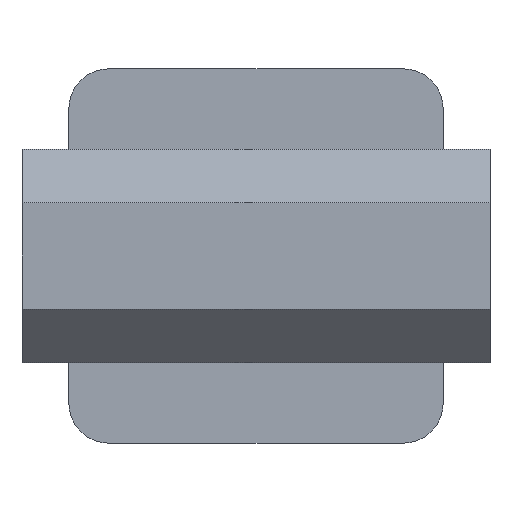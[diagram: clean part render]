
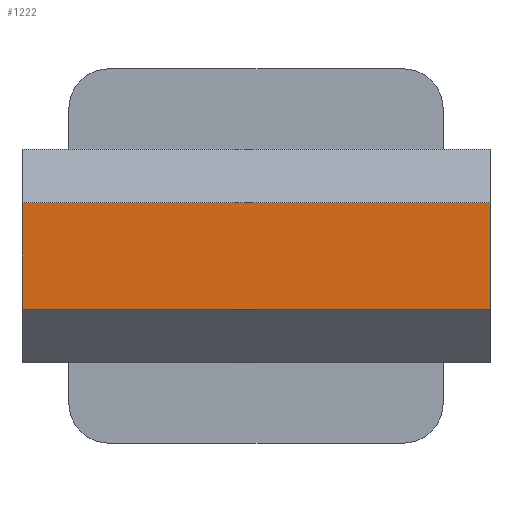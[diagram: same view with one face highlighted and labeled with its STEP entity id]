
A CAD part, front view. The second image highlights one B-rep face of the part: STEP entity #1222.
In plain terms, the highlighted planar face has unit normal (0, -1, 0).
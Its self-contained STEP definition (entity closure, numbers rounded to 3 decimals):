
#129 = EDGE_CURVE ( 'NONE', #2153, #1882, #301, .T. ) ;
#156 = ORIENTED_EDGE ( 'NONE', *, *, #495, .T. ) ;
#224 = CARTESIAN_POINT ( 'NONE',  ( 35., -49.4, -8. ) ) ;
#235 = VECTOR ( 'NONE', #903, 1000. ) ;
#259 = ORIENTED_EDGE ( 'NONE', *, *, #1941, .T. ) ;
#277 = VERTEX_POINT ( 'NONE', #968 ) ;
#301 = LINE ( 'NONE', #431, #325 ) ;
#313 = ORIENTED_EDGE ( 'NONE', *, *, #129, .F. ) ;
#325 = VECTOR ( 'NONE', #854, 1000. ) ;
#327 = AXIS2_PLACEMENT_3D ( 'NONE', #224, #963, #1374 ) ;
#431 = CARTESIAN_POINT ( 'NONE',  ( 35., -49.4, -8. ) ) ;
#495 = EDGE_CURVE ( 'NONE', #2153, #1345, #2154, .T. ) ;
#521 = CARTESIAN_POINT ( 'NONE',  ( 35., -49.4, 8. ) ) ;
#543 = CARTESIAN_POINT ( 'NONE',  ( 35., -49.4, -8. ) ) ;
#687 = LINE ( 'NONE', #886, #972 ) ;
#701 = DIRECTION ( 'NONE',  ( -1., 0., 0. ) ) ;
#771 = EDGE_CURVE ( 'NONE', #1882, #277, #1433, .T. ) ;
#797 = CARTESIAN_POINT ( 'NONE',  ( 35., -49.4, -8. ) ) ;
#824 = VECTOR ( 'NONE', #701, 1000. ) ;
#848 = CARTESIAN_POINT ( 'NONE',  ( -35., -49.4, 8. ) ) ;
#854 = DIRECTION ( 'NONE',  ( 0., 0., -1. ) ) ;
#886 = CARTESIAN_POINT ( 'NONE',  ( -35., -49.4, -8. ) ) ;
#903 = DIRECTION ( 'NONE',  ( -1., 0., 0. ) ) ;
#963 = DIRECTION ( 'NONE',  ( 0., 1., 0. ) ) ;
#968 = CARTESIAN_POINT ( 'NONE',  ( -35., -49.4, -8. ) ) ;
#972 = VECTOR ( 'NONE', #2136, 1000. ) ;
#1222 = ADVANCED_FACE ( 'NONE', ( #1692 ), #2066, .F. ) ;
#1226 = EDGE_LOOP ( 'NONE', ( #156, #259, #1933, #313 ) ) ;
#1345 = VERTEX_POINT ( 'NONE', #848 ) ;
#1374 = DIRECTION ( 'NONE',  ( 0., 0., 1. ) ) ;
#1433 = LINE ( 'NONE', #543, #235 ) ;
#1692 = FACE_OUTER_BOUND ( 'NONE', #1226, .T. ) ;
#1882 = VERTEX_POINT ( 'NONE', #797 ) ;
#1933 = ORIENTED_EDGE ( 'NONE', *, *, #771, .F. ) ;
#1941 = EDGE_CURVE ( 'NONE', #1345, #277, #687, .T. ) ;
#2066 = PLANE ( 'NONE',  #327 ) ;
#2136 = DIRECTION ( 'NONE',  ( 0., 0., -1. ) ) ;
#2153 = VERTEX_POINT ( 'NONE', #2193 ) ;
#2154 = LINE ( 'NONE', #521, #824 ) ;
#2193 = CARTESIAN_POINT ( 'NONE',  ( 35., -49.4, 8. ) ) ;
